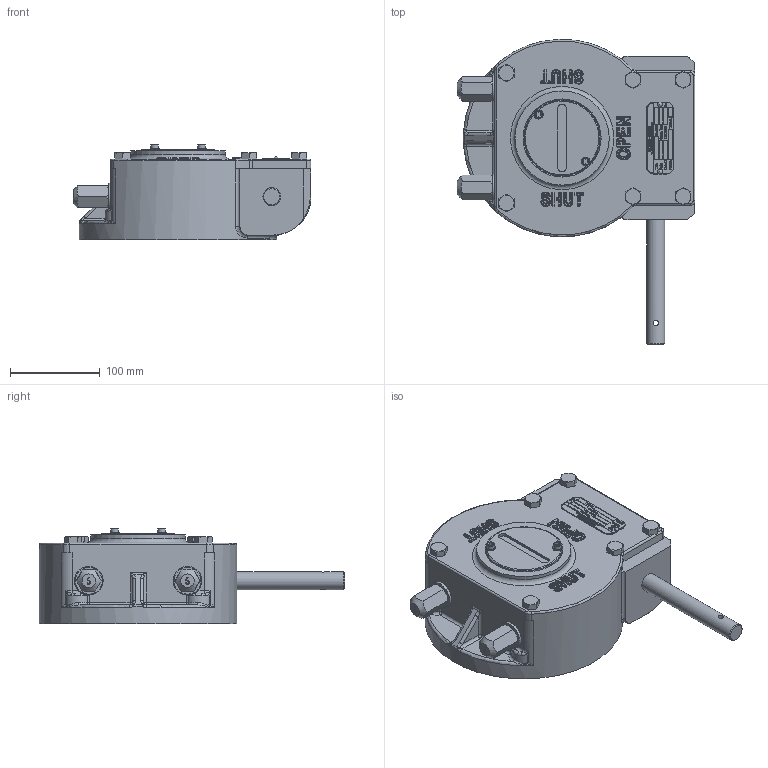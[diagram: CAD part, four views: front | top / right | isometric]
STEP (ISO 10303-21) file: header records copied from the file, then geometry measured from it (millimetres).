
FILE_DESCRIPTION(/* description */ ('Unknown'),/* implementation_level */ '2;1');
FILE_NAME(/* name */ 'AB1250SS RH r01',/* time_stamp */ '2018-07-13T08:30:26+02:00',/* author */ ('Unknown'),/* organization */ ('Unknown'),/* preprocessor_version */ 'ST-DEVELOPER v16.7',/* originating_system */ 'DEX',/* authorisation */ $);
FILE_SCHEMA (('AUTOMOTIVE_DESIGN {1 0 10303 214 3 1 1}'));
Products named in the file (1): AB1250SS RH
Bounding box: 265 x 339.97 x 106.53 mm (x, y, z)
Volume: 3981218.4 mm3; surface area: 208866.6 mm2
Topology: 1 solids, 8 shells, 2038 faces, 4975 edges, 3068 vertices
Faces by surface type: plane 1175, cylinder 324, bspline 288, torus 107, sphere 94, cone 50
Full cylindrical faces by diameter (mm): 2.9 x2, 5.7 x2, 6 x1, 6.7 x1, 8.5 x2, 10 x2, 17 x2, 20 x3, 30 x2, 32 x2, 76 x1, 82 x1, 84 x4, 85 x3, 105 x1, 220 x1
Entity records: 85386 total; most frequent: CARTESIAN_POINT 26500, ORIENTED_EDGE 9548, DIRECTION 8208, EDGE_CURVE 4774, VERTEX_POINT 3041, LINE 2874, VECTOR 2874, AXIS2_PLACEMENT_3D 2667
